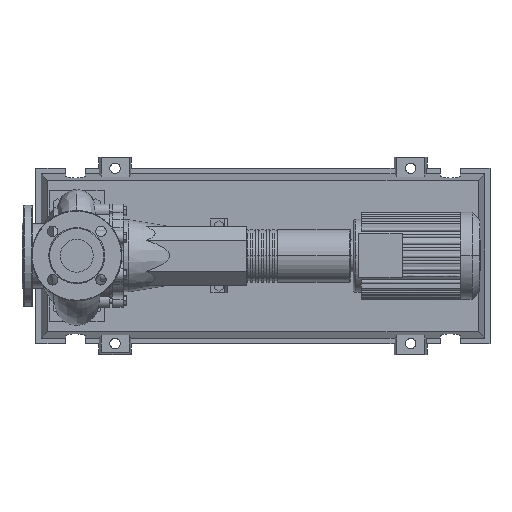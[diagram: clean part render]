
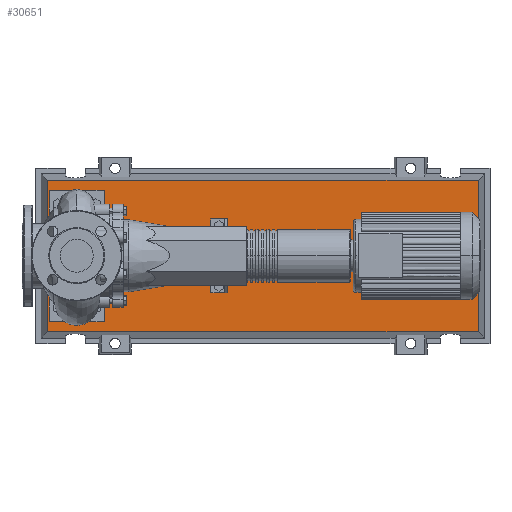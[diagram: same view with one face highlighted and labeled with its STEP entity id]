
A CAD part, top view. The second image highlights one B-rep face of the part: STEP entity #30651.
In plain terms, the highlighted planar face has unit normal (0, 0, 1).
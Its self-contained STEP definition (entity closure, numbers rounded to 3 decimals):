
#30332=CARTESIAN_POINT('',(733.292,-138.292,83.0));
#30333=VERTEX_POINT('',#30332);
#30340=CARTESIAN_POINT('',(-53.292,-138.292,83.0));
#30341=VERTEX_POINT('',#30340);
#30342=CARTESIAN_POINT('',(733.292,-138.292,83.0));
#30343=DIRECTION('',(-1.0,0.0,0.0));
#30344=VECTOR('',#30343,786.584);
#30345=LINE('',#30342,#30344);
#30346=EDGE_CURVE('',#30333,#30341,#30345,.T.);
#30564=CARTESIAN_POINT('',(733.292,138.292,83.0));
#30565=VERTEX_POINT('',#30564);
#30566=CARTESIAN_POINT('',(733.292,138.292,83.0));
#30567=DIRECTION('',(0.0,-1.0,0.0));
#30568=VECTOR('',#30567,276.584);
#30569=LINE('',#30566,#30568);
#30570=EDGE_CURVE('',#30565,#30333,#30569,.T.);
#30588=CARTESIAN_POINT('',(-53.292,138.292,83.0));
#30589=VERTEX_POINT('',#30588);
#30590=CARTESIAN_POINT('',(-53.292,-138.292,83.0));
#30591=DIRECTION('',(0.0,1.0,0.0));
#30592=VECTOR('',#30591,276.584);
#30593=LINE('',#30590,#30592);
#30594=EDGE_CURVE('',#30341,#30589,#30593,.T.);
#30627=CARTESIAN_POINT('',(-53.292,138.292,83.0));
#30628=DIRECTION('',(1.0,0.0,0.0));
#30629=VECTOR('',#30628,786.584);
#30630=LINE('',#30627,#30629);
#30631=EDGE_CURVE('',#30589,#30565,#30630,.T.);
#30640=CARTESIAN_POINT('',(340.,0.,83.0));
#30641=DIRECTION('',(0.0,0.0,1.0));
#30642=DIRECTION('',(1.0,0.0,0.0));
#30643=AXIS2_PLACEMENT_3D('',#30640,#30641,#30642);
#30644=PLANE('',#30643);
#30645=ORIENTED_EDGE('',*,*,#30570,.F.);
#30646=ORIENTED_EDGE('',*,*,#30631,.F.);
#30647=ORIENTED_EDGE('',*,*,#30594,.F.);
#30648=ORIENTED_EDGE('',*,*,#30346,.F.);
#30649=EDGE_LOOP('',(#30645,#30646,#30647,#30648));
#30650=FACE_OUTER_BOUND('',#30649,.T.);
#30651=ADVANCED_FACE('',(#30650),#30644,.T.);
